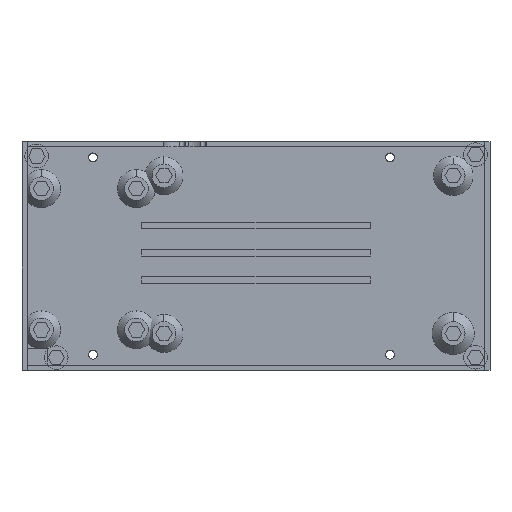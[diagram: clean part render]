
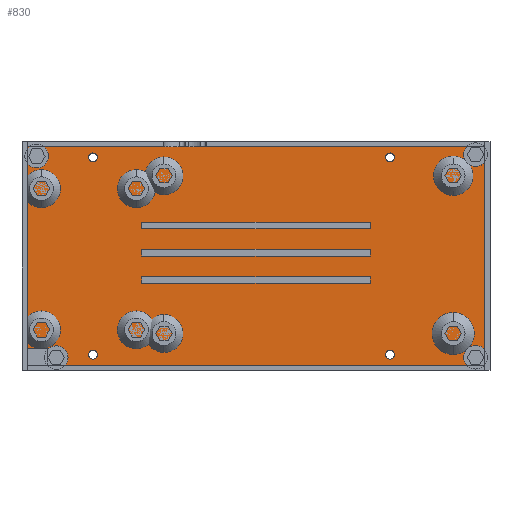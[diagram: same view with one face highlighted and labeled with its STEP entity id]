
A CAD part, top view. The second image highlights one B-rep face of the part: STEP entity #830.
In plain terms, the highlighted planar face has unit normal (0, 0, 1).
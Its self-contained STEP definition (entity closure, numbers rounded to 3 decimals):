
#701=FACE_BOUND('',#1731,.T.);
#702=FACE_BOUND('',#1732,.T.);
#703=FACE_BOUND('',#1733,.T.);
#704=FACE_BOUND('',#1734,.T.);
#830=ADVANCED_FACE('',(#1278,#701,#702,#703,#704),#7647,.T.);
#1278=FACE_OUTER_BOUND('',#1730,.T.);
#1730=EDGE_LOOP('',(#2321,#2322,#2323,#2324));
#1731=EDGE_LOOP('',(#2325));
#1732=EDGE_LOOP('',(#2326));
#1733=EDGE_LOOP('',(#2327));
#1734=EDGE_LOOP('',(#2328));
#2321=ORIENTED_EDGE('',*,*,#4607,.T.);
#2322=ORIENTED_EDGE('',*,*,#4611,.T.);
#2323=ORIENTED_EDGE('',*,*,#4614,.T.);
#2324=ORIENTED_EDGE('',*,*,#4616,.T.);
#2325=ORIENTED_EDGE('',*,*,#4603,.F.);
#2326=ORIENTED_EDGE('',*,*,#4601,.F.);
#2327=ORIENTED_EDGE('',*,*,#4599,.F.);
#2328=ORIENTED_EDGE('',*,*,#4597,.F.);
#4597=EDGE_CURVE('',#6855,#6855,#6498,.T.);
#4599=EDGE_CURVE('',#6857,#6857,#6500,.T.);
#4601=EDGE_CURVE('',#6859,#6859,#6502,.T.);
#4603=EDGE_CURVE('',#6861,#6861,#6504,.T.);
#4607=EDGE_CURVE('',#6865,#6864,#5773,.T.);
#4611=EDGE_CURVE('',#6864,#6867,#5777,.T.);
#4614=EDGE_CURVE('',#6867,#6869,#5780,.T.);
#4616=EDGE_CURVE('',#6869,#6865,#5782,.T.);
#5773=B_SPLINE_CURVE_WITH_KNOTS('',1,(#9983,#9984),.UNSPECIFIED.,.F.,.F.,
(2,2),(-168.,-167.),.UNSPECIFIED.);
#5777=B_SPLINE_CURVE_WITH_KNOTS('',1,(#9991,#9992),.UNSPECIFIED.,.F.,.F.,
(2,2),(-167.,-84.),.UNSPECIFIED.);
#5780=B_SPLINE_CURVE_WITH_KNOTS('',1,(#9997,#9998),.UNSPECIFIED.,.F.,.F.,
(2,2),(-84.,-83.),.UNSPECIFIED.);
#5782=B_SPLINE_CURVE_WITH_KNOTS('',1,(#10001,#10002),.UNSPECIFIED.,.F.,
 .F.,(2,2),(-83.,0.),.UNSPECIFIED.);
#6498=CIRCLE('',#8014,1.7);
#6500=CIRCLE('',#8016,1.7);
#6502=CIRCLE('',#8018,1.7);
#6504=CIRCLE('',#8020,1.7);
#6855=VERTEX_POINT('',#9956);
#6857=VERTEX_POINT('',#9958);
#6859=VERTEX_POINT('',#9960);
#6861=VERTEX_POINT('',#9962);
#6864=VERTEX_POINT('',#9965);
#6865=VERTEX_POINT('',#9966);
#6867=VERTEX_POINT('',#9968);
#6869=VERTEX_POINT('',#9970);
#7647=PLANE('',#8013);
#8013=AXIS2_PLACEMENT_3D('',#9954,#8805,$);
#8014=AXIS2_PLACEMENT_3D($,#9971,#8806,#8807);
#8016=AXIS2_PLACEMENT_3D($,#9973,#8810,#8811);
#8018=AXIS2_PLACEMENT_3D($,#9975,#8814,#8815);
#8020=AXIS2_PLACEMENT_3D($,#9977,#8818,#8819);
#8805=DIRECTION('',(0.,0.,1.));
#8806=DIRECTION('',(0.,0.,1.));
#8807=DIRECTION('',(1.,0.,0.));
#8810=DIRECTION('',(0.,0.,1.));
#8811=DIRECTION('',(1.,0.,0.));
#8814=DIRECTION('',(0.,0.,1.));
#8815=DIRECTION('',(1.,0.,0.));
#8818=DIRECTION('',(0.,0.,1.));
#8819=DIRECTION('',(1.,0.,0.));
#9954=CARTESIAN_POINT('',(0.,0.,2.));
#9956=CARTESIAN_POINT('',(139.7,79.,2.));
#9958=CARTESIAN_POINT('',(139.7,4.,2.));
#9960=CARTESIAN_POINT('',(26.7,79.,2.));
#9962=CARTESIAN_POINT('',(26.7,4.,2.));
#9965=CARTESIAN_POINT('',(174.,0.,2.));
#9966=CARTESIAN_POINT('',(0.,0.,2.));
#9968=CARTESIAN_POINT('',(174.,83.,2.));
#9970=CARTESIAN_POINT('',(0.,83.,2.));
#9971=CARTESIAN_POINT('',(138.,79.,2.));
#9973=CARTESIAN_POINT('',(138.,4.,2.));
#9975=CARTESIAN_POINT('',(25.,79.,2.));
#9977=CARTESIAN_POINT('',(25.,4.,2.));
#9983=CARTESIAN_POINT('',(0.,0.,2.));
#9984=CARTESIAN_POINT('',(174.,0.,2.));
#9991=CARTESIAN_POINT('',(174.,0.,2.));
#9992=CARTESIAN_POINT('',(174.,83.,2.));
#9997=CARTESIAN_POINT('',(174.,83.,2.));
#9998=CARTESIAN_POINT('',(0.,83.,2.));
#10001=CARTESIAN_POINT('',(0.,83.,2.));
#10002=CARTESIAN_POINT('',(0.,0.,2.));
